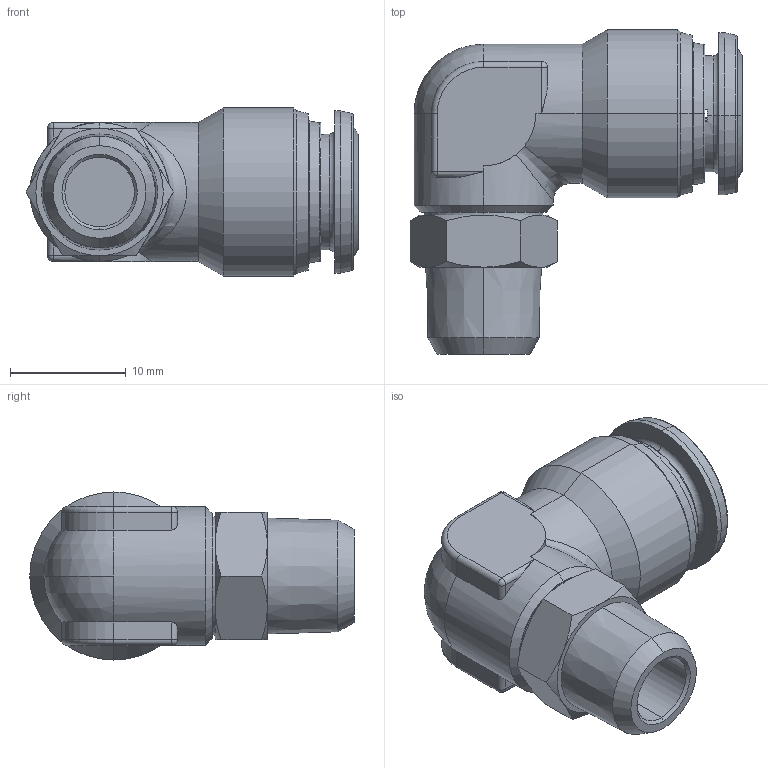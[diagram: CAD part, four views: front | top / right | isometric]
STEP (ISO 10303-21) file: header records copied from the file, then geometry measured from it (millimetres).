
FILE_DESCRIPTION (( 'STEP AP214' ), '1' );
FILE_NAME ('6011000005.step', '2012-10-16T16:32:12', ( '' ), ( '' ), 'SwSTEP 2.0', 'SolidWorks 2012', '' );
FILE_SCHEMA (( 'AUTOMOTIVE_DESIGN' ));
Length unit declared in the file: millimetre
Products named in the file (1): 6011000005
Bounding box: 28.65 x 28 x 14.5 mm (x, y, z)
Volume: 4381.1 mm3; surface area: 2461.5 mm2
Topology: 1 solids, 1 shells, 126 faces, 285 edges, 164 vertices
Faces by surface type: cone 38, plane 37, cylinder 32, torus 12, sphere 6, bspline 1
Entity records: 5077 total; most frequent: CARTESIAN_POINT 873, DIRECTION 618, ORIENTED_EDGE 562, EDGE_CURVE 281, AXIS2_PLACEMENT_3D 259, VERTEX_POINT 164, EDGE_LOOP 137, CIRCLE 133
